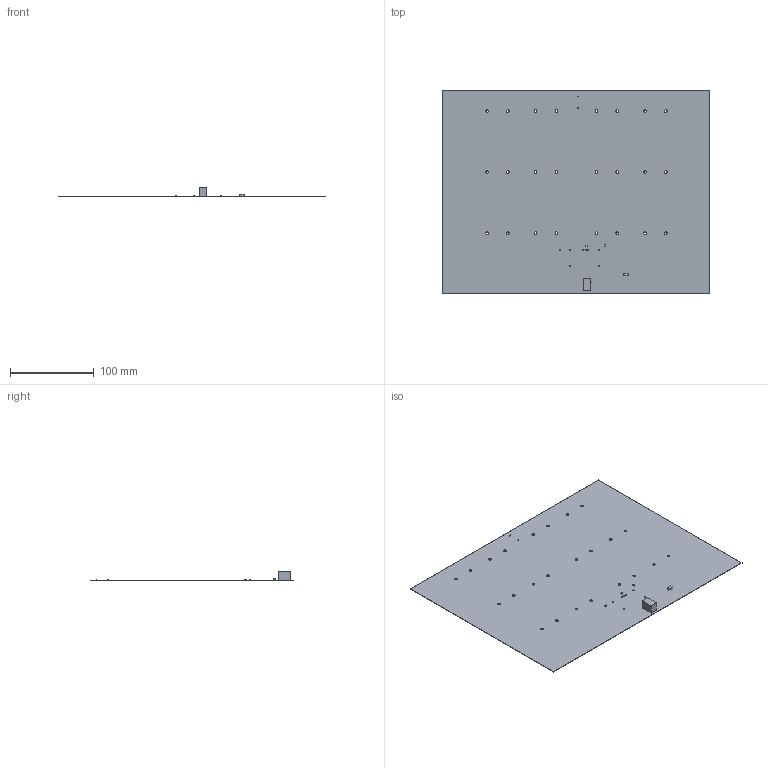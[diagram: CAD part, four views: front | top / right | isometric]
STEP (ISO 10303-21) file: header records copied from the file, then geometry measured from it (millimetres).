
FILE_DESCRIPTION(('Open CASCADE Model'),'2;1');
FILE_NAME('Open CASCADE Shape Model','2015-03-06T04:09:20',('Author'),( 'Open CASCADE'),'Open CASCADE STEP processor 6.5','Open CASCADE 6.5' ,'Unknown');
FILE_SCHEMA(('AUTOMOTIVE_DESIGN { 1 0 10303 214 1 1 1 1 }'));
Length unit declared in the file: millimetre
Products named in the file (19): PCB; Board; Rset; 600622352; Extruded; C1_47uF; 717859360; P1; 600622736; R2; D1; C2; 717831456; C3; 600625808
Assembly tree (20 placements, depth 4):
  PCB
    Board
    Rset
      600622352
        Extruded
    C1_47uF
      717859360
        Extruded
    P1
      600622736
        Extruded
    R2
      600622352
        Extruded
    D1
      600622352
        Extruded
    C2
      717831456
        Extruded
    C3
      600625808
        Extruded
Bounding box: 318.77 x 242.57 x 11.51 mm (x, y, z)
Volume: 40715.6 mm3; surface area: 155871.4 mm2
Topology: 8 solids, 8 shells, 83 faces, 201 edges, 134 vertices
Faces by surface type: plane 48, cylinder 35
Full cylindrical faces by diameter (mm): 1.397 x7, 1.6 x3, 2.21 x1, 3.175 x24
Entity records: 5194 total; most frequent: CARTESIAN_POINT 1161, DIRECTION 715, LINE 391, VECTOR 391, ORIENTED_EDGE 354, PCURVE 354, DEFINITIONAL_REPRESENTATION 354, EDGE_CURVE 177
